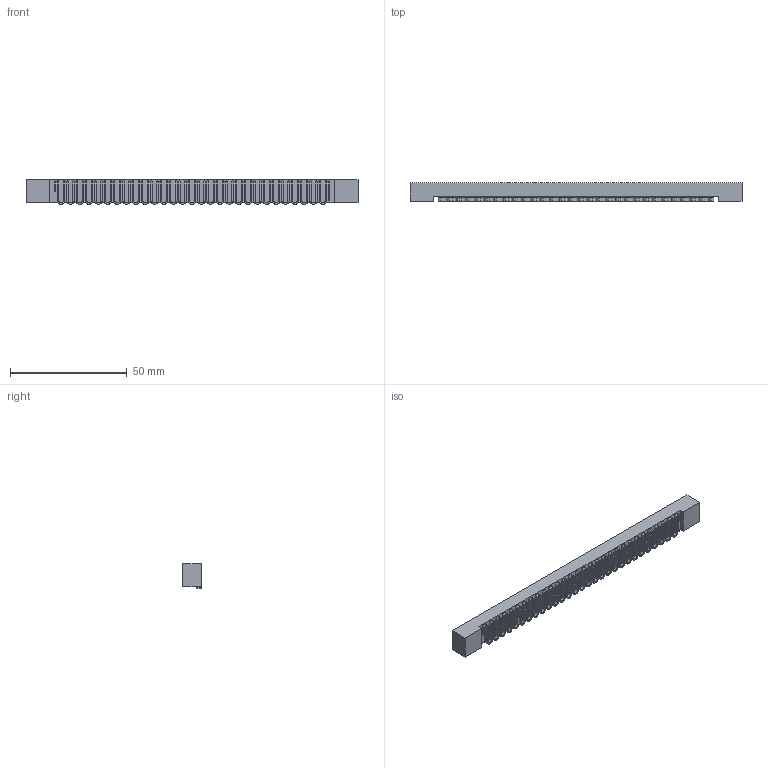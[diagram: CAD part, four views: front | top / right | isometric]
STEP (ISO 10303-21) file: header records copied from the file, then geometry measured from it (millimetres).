
FILE_DESCRIPTION (( 'STEP AP214' ), '1' );
FILE_NAME ('test support.STEP', '2025-09-17T08:31:52', ( '' ), ( '' ), 'SwSTEP 2.0', 'SolidWorks 2025', '' );
FILE_SCHEMA (( 'AUTOMOTIVE_DESIGN' ));
Length unit declared in the file: millimetre
Products named in the file (1): test support
Bounding box: 142 x 7.8 x 10.6 mm (x, y, z)
Volume: 9540.4 mm3; surface area: 7824.9 mm2
Topology: 2 solids, 2 shells, 431 faces, 1163 edges, 736 vertices
Faces by surface type: plane 194, cylinder 178, cone 59
Entity records: 13520 total; most frequent: DIRECTION 2442, CARTESIAN_POINT 2331, ORIENTED_EDGE 2326, EDGE_CURVE 1163, AXIS2_PLACEMENT_3D 847, VECTOR 748, LINE 748, VERTEX_POINT 736
